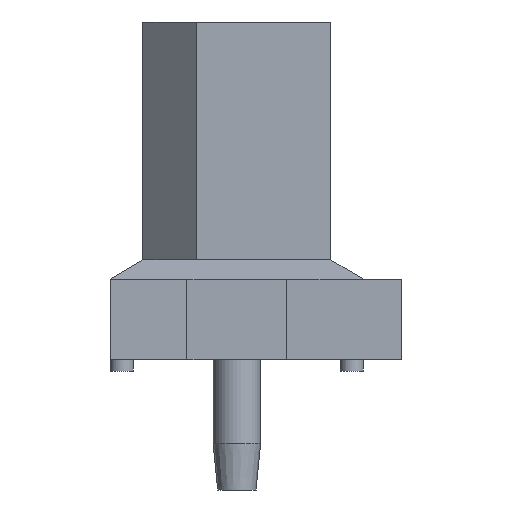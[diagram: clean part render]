
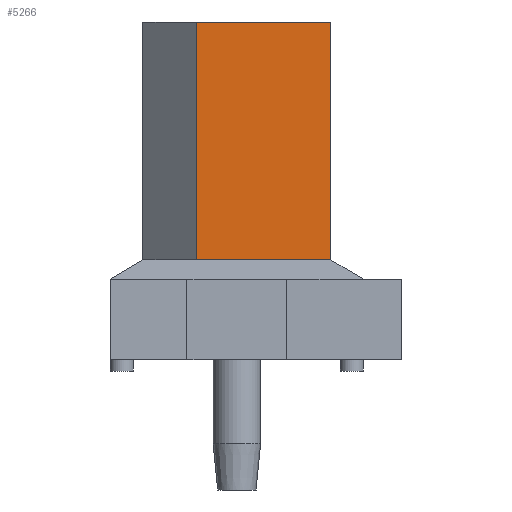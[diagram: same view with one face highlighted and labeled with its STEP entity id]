
A CAD part, left-side view. The second image highlights one B-rep face of the part: STEP entity #5266.
In plain terms, the highlighted planar face has unit normal (-1, 0, 0).
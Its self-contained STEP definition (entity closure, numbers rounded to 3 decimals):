
#72=DIRECTION('',(0.,1.,0.));
#73=VECTOR('',#72,4.445);
#74=CARTESIAN_POINT('',(-10.465,-3.112,0.));
#75=LINE('',#74,#73);
#160=DIRECTION('',(0.,1.,0.));
#161=VECTOR('',#160,4.445);
#162=CARTESIAN_POINT('',(-10.465,-3.112,-7.874));
#163=LINE('',#162,#161);
#164=DIRECTION('',(0.,0.,1.));
#165=VECTOR('',#164,7.874);
#166=CARTESIAN_POINT('',(-10.465,1.334,-7.874));
#167=LINE('',#166,#165);
#1645=DIRECTION('',(0.,0.,1.));
#1646=VECTOR('',#1645,7.874);
#1647=CARTESIAN_POINT('',(-10.465,-3.112,-7.874));
#1648=LINE('',#1647,#1646);
#3998=CARTESIAN_POINT('',(-10.465,-3.112,0.));
#3999=CARTESIAN_POINT('',(-10.465,1.334,0.));
#4000=VERTEX_POINT('',#3998);
#4001=VERTEX_POINT('',#3999);
#4022=CARTESIAN_POINT('',(-10.465,-3.112,-7.874));
#4024=VERTEX_POINT('',#4022);
#4030=CARTESIAN_POINT('',(-10.465,1.334,-7.874));
#4031=VERTEX_POINT('',#4030);
#5252=CARTESIAN_POINT('',(-10.465,1.334,0.));
#5253=DIRECTION('',(-1.,0.,0.));
#5254=DIRECTION('',(0.,-1.,0.));
#5255=AXIS2_PLACEMENT_3D('',#5252,#5253,#5254);
#5256=PLANE('',#5255);
#5258=ORIENTED_EDGE('',*,*,#5257,.T.);
#5260=ORIENTED_EDGE('',*,*,#5259,.T.);
#5261=ORIENTED_EDGE('',*,*,#5201,.F.);
#5263=ORIENTED_EDGE('',*,*,#5262,.F.);
#5264=EDGE_LOOP('',(#5258,#5260,#5261,#5263));
#5265=FACE_OUTER_BOUND('',#5264,.F.);
#5266=ADVANCED_FACE('',(#5265),#5256,.T.);
#5201=EDGE_CURVE('',#4000,#4001,#75,.T.);
#5257=EDGE_CURVE('',#4024,#4031,#163,.T.);
#5259=EDGE_CURVE('',#4031,#4001,#167,.T.);
#5262=EDGE_CURVE('',#4024,#4000,#1648,.T.);
